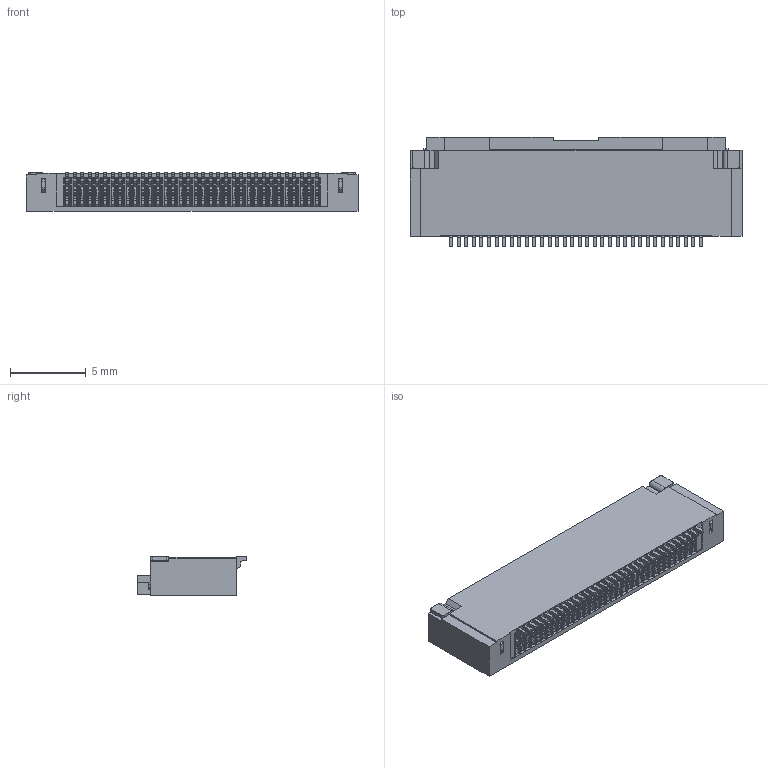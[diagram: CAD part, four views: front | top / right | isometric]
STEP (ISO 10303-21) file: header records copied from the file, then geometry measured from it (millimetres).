
FILE_DESCRIPTION((''),'2;1');
FILE_NAME('FPC05-255H-COVER-34P_ASM','2022-12-19T16:18:48',('Administrator'),(''),'CREO PARAMETRIC BY PTC INC, 2020033','CREO PARAMETRIC BY PTC INC, 2020033','');
FILE_SCHEMA(('CONFIG_CONTROL_DESIGN'));
Products named in the file (1): FPC05-255H-COVER-34P_ASM
Bounding box: 21.95 x 7.25 x 2.55 mm (x, y, z)
Volume: 224.7 mm3; surface area: 1412.2 mm2
Topology: 1 solids, 1 shells, 3039 faces, 9318 edges, 6037 vertices
Faces by surface type: plane 1649, cylinder 1252, sphere 68, torus 68, bspline 2
Entity records: 105376 total; most frequent: CARTESIAN_POINT 20201, ORIENTED_EDGE 18636, DIRECTION 17573, EDGE_CURVE 9318, VECTOR 6429, LINE 6429, VERTEX_POINT 6037, AXIS2_PLACEMENT_3D 5572
